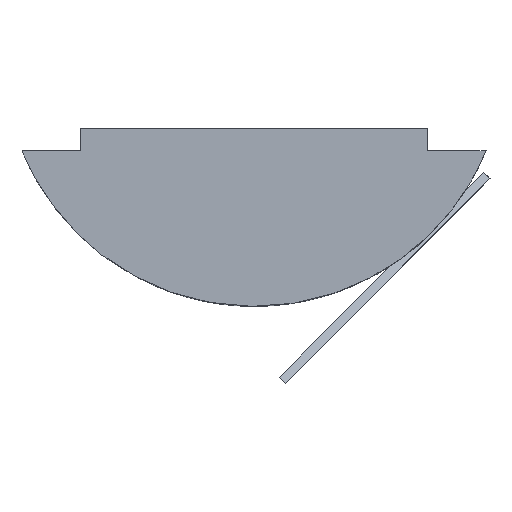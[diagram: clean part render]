
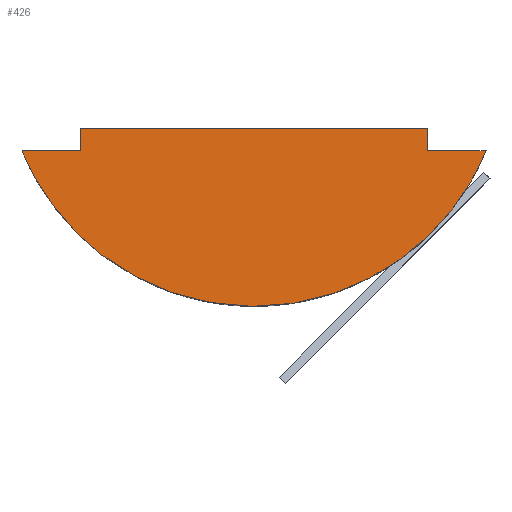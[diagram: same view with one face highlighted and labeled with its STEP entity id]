
A CAD part, left-side view. The second image highlights one B-rep face of the part: STEP entity #426.
In plain terms, the highlighted planar face has unit normal (-0.72, -0.694, 0).
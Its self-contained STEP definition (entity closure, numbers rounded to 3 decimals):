
#4 = EDGE_LOOP ( 'NONE', ( #16, #17, #18, #19, #20, #21 ) ) ;
#16 = ORIENTED_EDGE ( 'NONE', *, *, #229, .F. ) ;
#17 = ORIENTED_EDGE ( 'NONE', *, *, #231, .T. ) ;
#18 = ORIENTED_EDGE ( 'NONE', *, *, #224, .F. ) ;
#19 = ORIENTED_EDGE ( 'NONE', *, *, #212, .F. ) ;
#20 = ORIENTED_EDGE ( 'NONE', *, *, #232, .T. ) ;
#21 = ORIENTED_EDGE ( 'NONE', *, *, #221, .F. ) ;
#91 = CARTESIAN_POINT ( 'NONE',  ( -10.828, -0.178, 3.5 ) ) ;
#92 = CARTESIAN_POINT ( 'NONE',  ( -9.554, -1.5, 3.5 ) ) ;
#97 = VERTEX_POINT ( 'NONE', #105 ) ;
#98 = VERTEX_POINT ( 'NONE', #106 ) ;
#99 = VERTEX_POINT ( 'NONE', #107 ) ;
#100 = VERTEX_POINT ( 'NONE', #108 ) ;
#105 = CARTESIAN_POINT ( 'NONE',  ( -0.762, -10.622, 3.5 ) ) ;
#106 = CARTESIAN_POINT ( 'NONE',  ( -9.554, -1.5, 4. ) ) ;
#107 = CARTESIAN_POINT ( 'NONE',  ( -2.036, -9.3, 4. ) ) ;
#108 = CARTESIAN_POINT ( 'NONE',  ( -2.036, -9.3, 3.5 ) ) ;
#123 = VERTEX_POINT ( 'NONE', #91 ) ;
#124 = VERTEX_POINT ( 'NONE', #92 ) ;
#166 = AXIS2_PLACEMENT_3D ( 'NONE', #335, #336, #337 ) ;
#212 = EDGE_CURVE ( 'NONE', #123, #124, #729, .T. ) ;
#221 = EDGE_CURVE ( 'NONE', #100, #97, #740, .T. ) ;
#224 = EDGE_CURVE ( 'NONE', #124, #98, #286, .T. ) ;
#229 = EDGE_CURVE ( 'NONE', #99, #100, #239, .T. ) ;
#231 = EDGE_CURVE ( 'NONE', #99, #98, #244, .T. ) ;
#232 = EDGE_CURVE ( 'NONE', #123, #97, #552, .T. ) ;
#239 = LINE ( 'NONE', #486, #240 ) ;
#240 = VECTOR ( 'NONE', #487, 1000. ) ;
#244 = LINE ( 'NONE', #490, #245 ) ;
#245 = VECTOR ( 'NONE', #491, 1000. ) ;
#279 = FACE_OUTER_BOUND ( 'NONE', #4, .T. ) ;
#285 = VECTOR ( 'NONE', #475, 1000. ) ;
#286 = LINE ( 'NONE', #474, #285 ) ;
#334 = PLANE ( 'NONE',  #166 ) ;
#335 = CARTESIAN_POINT ( 'NONE',  ( -0.702, -10.684, -0.024 ) ) ;
#336 = DIRECTION ( 'NONE',  ( 0.72, 0.694, 0. ) ) ;
#337 = DIRECTION ( 'NONE',  ( -0.694, 0.72, 0. ) ) ;
#426 = ADVANCED_FACE ( 'NONE', ( #279 ), #334, .F. ) ;
#474 = CARTESIAN_POINT ( 'NONE',  ( -9.554, -1.5, 1.988 ) ) ;
#475 = DIRECTION ( 'NONE',  ( 0., 0., 1. ) ) ;
#486 = CARTESIAN_POINT ( 'NONE',  ( -2.036, -9.3, 1.988 ) ) ;
#487 = DIRECTION ( 'NONE',  ( 0., 0., -1. ) ) ;
#490 = CARTESIAN_POINT ( 'NONE',  ( -0.702, -10.684, 4. ) ) ;
#491 = DIRECTION ( 'NONE',  ( -0.694, 0.72, 0. ) ) ;
#492 = CARTESIAN_POINT ( 'NONE',  ( -10.828, -0.178, 3.5 ) ) ;
#493 = CARTESIAN_POINT ( 'NONE',  ( -8.655, -2.433, -1.989 ) ) ;
#494 = CARTESIAN_POINT ( 'NONE',  ( -2.936, -8.367, -1.989 ) ) ;
#495 = CARTESIAN_POINT ( 'NONE',  ( -0.762, -10.622, 3.5 ) ) ;
#552 =( BOUNDED_CURVE ( )  B_SPLINE_CURVE ( 3, ( #492, #493, #494, #495 ),
 .UNSPECIFIED., .F., .T. ) 
 B_SPLINE_CURVE_WITH_KNOTS ( ( 4, 4 ),
 ( 0.39, 2.752 ),
 .UNSPECIFIED. ) 
 CURVE ( )  GEOMETRIC_REPRESENTATION_ITEM ( )  RATIONAL_B_SPLINE_CURVE ( ( 1., 0.587, 0.587, 1. ) ) 
 REPRESENTATION_ITEM ( '' )  );
#565 = CARTESIAN_POINT ( 'NONE',  ( -5.795, -5.4, 3.5 ) ) ;
#566 = DIRECTION ( 'NONE',  ( 0.694, -0.72, 0. ) ) ;
#585 = CARTESIAN_POINT ( 'NONE',  ( -5.795, -5.4, 3.5 ) ) ;
#586 = DIRECTION ( 'NONE',  ( 0.694, -0.72, 0. ) ) ;
#664 = VECTOR ( 'NONE', #586, 1000. ) ;
#729 = LINE ( 'NONE', #565, #730 ) ;
#730 = VECTOR ( 'NONE', #566, 1000. ) ;
#740 = LINE ( 'NONE', #585, #664 ) ;
